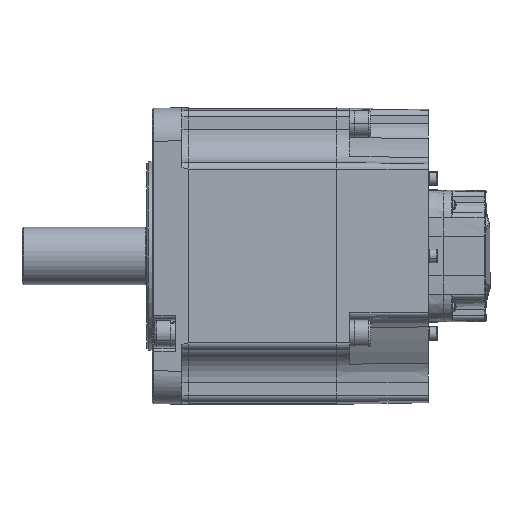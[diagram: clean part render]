
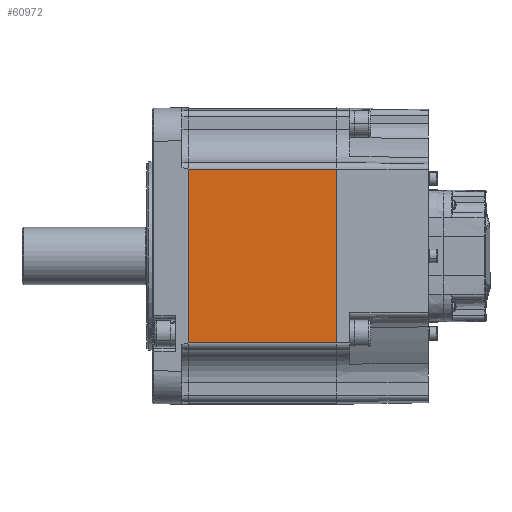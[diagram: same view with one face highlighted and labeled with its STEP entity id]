
A CAD part, left-side view. The second image highlights one B-rep face of the part: STEP entity #60972.
In plain terms, the highlighted planar face has unit normal (-1, 0, 0).
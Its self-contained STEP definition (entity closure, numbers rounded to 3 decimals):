
#1467 = VECTOR ( 'NONE', #1665, 1000. ) ;
#1665 = DIRECTION ( 'NONE',  ( 0., 0., -1. ) ) ;
#5418 = DIRECTION ( 'NONE',  ( 0., -1., 0. ) ) ;
#6794 = CARTESIAN_POINT ( 'NONE',  ( -90., 59., -52.75 ) ) ;
#8208 = DIRECTION ( 'NONE',  ( 0., 0., 1. ) ) ;
#11147 = AXIS2_PLACEMENT_3D ( 'NONE', #41933, #17632, #50921 ) ;
#11609 = EDGE_CURVE ( 'NONE', #56225, #21266, #61476, .T. ) ;
#12400 = CARTESIAN_POINT ( 'NONE',  ( -90., 59., 52.75 ) ) ;
#12521 = VECTOR ( 'NONE', #61478, 1000. ) ;
#14877 = ORIENTED_EDGE ( 'NONE', *, *, #42296, .F. ) ;
#17249 = ORIENTED_EDGE ( 'NONE', *, *, #57203, .F. ) ;
#17632 = DIRECTION ( 'NONE',  ( 1., 0., 0. ) ) ;
#21266 = VERTEX_POINT ( 'NONE', #21953 ) ;
#21273 = CARTESIAN_POINT ( 'NONE',  ( -90., -31., -52.75 ) ) ;
#21953 = CARTESIAN_POINT ( 'NONE',  ( -90., -31., -52.75 ) ) ;
#23329 = ORIENTED_EDGE ( 'NONE', *, *, #38477, .F. ) ;
#25382 = LINE ( 'NONE', #50309, #58822 ) ;
#26492 = VECTOR ( 'NONE', #5418, 1000. ) ;
#28161 = CARTESIAN_POINT ( 'NONE',  ( -90., 59.5, 52.75 ) ) ;
#28379 = VERTEX_POINT ( 'NONE', #43373 ) ;
#34538 = VERTEX_POINT ( 'NONE', #12400 ) ;
#35436 = EDGE_LOOP ( 'NONE', ( #17249, #23329, #14877, #49822 ) ) ;
#38477 = EDGE_CURVE ( 'NONE', #34538, #28379, #54210, .T. ) ;
#39433 = LINE ( 'NONE', #21273, #1467 ) ;
#41933 = CARTESIAN_POINT ( 'NONE',  ( -90., 59.5, -52.75 ) ) ;
#42296 = EDGE_CURVE ( 'NONE', #56225, #34538, #25382, .T. ) ;
#43373 = CARTESIAN_POINT ( 'NONE',  ( -90., -31., 52.75 ) ) ;
#48502 = CARTESIAN_POINT ( 'NONE',  ( -90., 59.5, -52.75 ) ) ;
#49822 = ORIENTED_EDGE ( 'NONE', *, *, #11609, .T. ) ;
#50309 = CARTESIAN_POINT ( 'NONE',  ( -90., 59., -52.75 ) ) ;
#50921 = DIRECTION ( 'NONE',  ( 0., 0., -1. ) ) ;
#54210 = LINE ( 'NONE', #28161, #12521 ) ;
#56225 = VERTEX_POINT ( 'NONE', #6794 ) ;
#57203 = EDGE_CURVE ( 'NONE', #28379, #21266, #39433, .T. ) ;
#58822 = VECTOR ( 'NONE', #8208, 1000. ) ;
#59152 = FACE_OUTER_BOUND ( 'NONE', #35436, .T. ) ;
#60972 = ADVANCED_FACE ( 'NONE', ( #59152 ), #61087, .F. ) ;
#61087 = PLANE ( 'NONE',  #11147 ) ;
#61476 = LINE ( 'NONE', #48502, #26492 ) ;
#61478 = DIRECTION ( 'NONE',  ( 0., -1., 0. ) ) ;
